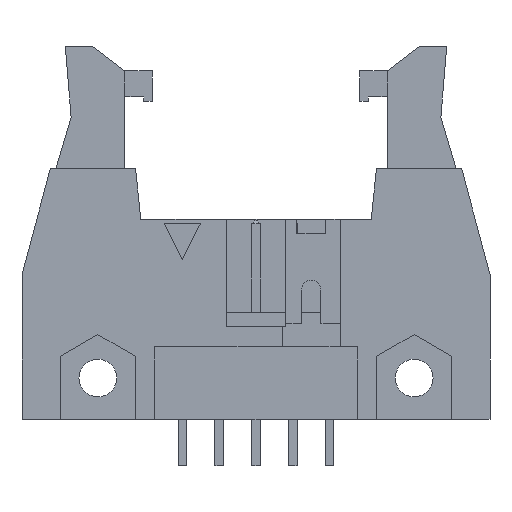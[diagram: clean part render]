
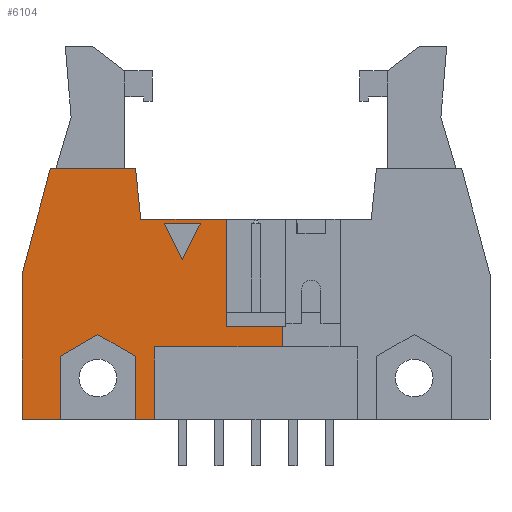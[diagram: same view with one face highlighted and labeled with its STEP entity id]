
A CAD part, front view. The second image highlights one B-rep face of the part: STEP entity #6104.
In plain terms, the highlighted planar face has unit normal (0, -1, 0).
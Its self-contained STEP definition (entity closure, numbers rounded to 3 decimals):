
#5529=CARTESIAN_POINT('',(1.81,-4.25,6.4));
#5530=VERTEX_POINT('',#5529);
#5537=CARTESIAN_POINT('',(1.81,-4.25,5.));
#5538=VERTEX_POINT('',#5537);
#5539=CARTESIAN_POINT('',(1.81,-4.25,8.65));
#5540=DIRECTION('',(0.0,-0.0,1.0));
#5541=VECTOR('',#5540,1.0);
#5542=LINE('',#5539,#5541);
#5543=EDGE_CURVE('n� 85',#5538,#5530,#5542,.T.);
#5563=CARTESIAN_POINT('',(-2.05,-4.25,6.4));
#5564=VERTEX_POINT('',#5563);
#5571=CARTESIAN_POINT('',(0.,-4.25,6.4));
#5572=DIRECTION('',(-1.0,0.0,0.0));
#5573=VECTOR('',#5572,1.0);
#5574=LINE('',#5571,#5573);
#5575=EDGE_CURVE('n� 84',#5530,#5564,#5574,.T.);
#5588=CARTESIAN_POINT('',(-2.05,-4.25,13.8));
#5589=VERTEX_POINT('',#5588);
#5596=CARTESIAN_POINT('',(-2.05,-4.25,8.65));
#5597=DIRECTION('',(0.0,-0.0,1.0));
#5598=VECTOR('',#5597,1.0);
#5599=LINE('',#5596,#5598);
#5600=EDGE_CURVE('n� 83',#5564,#5589,#5599,.T.);
#5611=CARTESIAN_POINT('',(-7.951,-4.25,13.8));
#5612=VERTEX_POINT('',#5611);
#5619=CARTESIAN_POINT('',(0.,-4.25,13.8));
#5620=DIRECTION('',(-1.0,0.0,0.0));
#5621=VECTOR('',#5620,1.0);
#5622=LINE('',#5619,#5621);
#5623=EDGE_CURVE('n� 82',#5589,#5612,#5622,.T.);
#5635=CARTESIAN_POINT('',(-8.314,-4.25,17.3));
#5636=VERTEX_POINT('',#5635);
#5637=CARTESIAN_POINT('',(-7.951,-4.25,13.8));
#5638=DIRECTION('',(-0.103,-0.0,0.995));
#5639=VECTOR('',#5638,1.0);
#5640=LINE('',#5637,#5639);
#5641=EDGE_CURVE('n� 81',#5612,#5636,#5640,.T.);
#5671=CARTESIAN_POINT('',(-14.194,-4.25,17.3));
#5672=VERTEX_POINT('',#5671);
#5679=CARTESIAN_POINT('',(0.,-4.25,17.3));
#5680=DIRECTION('',(-1.0,0.0,0.0));
#5681=VECTOR('',#5680,1.0);
#5682=LINE('',#5679,#5681);
#5683=EDGE_CURVE('n� 80',#5636,#5672,#5682,.T.);
#5693=CARTESIAN_POINT('',(-16.15,-4.25,10.));
#5694=VERTEX_POINT('',#5693);
#5695=CARTESIAN_POINT('',(-14.194,-4.25,17.3));
#5696=DIRECTION('',(-0.259,0.0,-0.966));
#5697=VECTOR('',#5696,1.0);
#5698=LINE('',#5695,#5697);
#5699=EDGE_CURVE('n� 79',#5672,#5694,#5698,.T.);
#5717=CARTESIAN_POINT('',(-16.15,-4.25,0.));
#5718=VERTEX_POINT('',#5717);
#5719=CARTESIAN_POINT('',(-16.15,-4.25,8.65));
#5720=DIRECTION('',(0.0,0.0,-1.0));
#5721=VECTOR('',#5720,1.0);
#5722=LINE('',#5719,#5721);
#5723=EDGE_CURVE('n� 78',#5694,#5718,#5722,.T.);
#5819=CARTESIAN_POINT('',(-7.,-4.25,0.));
#5820=VERTEX_POINT('',#5819);
#5827=CARTESIAN_POINT('',(-8.32,-4.25,0.));
#5828=VERTEX_POINT('',#5827);
#5829=CARTESIAN_POINT('',(-0.21,-4.25,0.));
#5830=DIRECTION('',(-1.0,0.0,0.0));
#5831=VECTOR('',#5830,1.0);
#5832=LINE('',#5829,#5831);
#5833=EDGE_CURVE('n� 364',#5820,#5828,#5832,.T.);
#5842=CARTESIAN_POINT('',(-13.52,-4.25,0.));
#5843=VERTEX_POINT('',#5842);
#5850=CARTESIAN_POINT('',(0.,-4.25,0.));
#5851=DIRECTION('',(1.0,0.0,0.0));
#5852=VECTOR('',#5851,1.0);
#5853=LINE('',#5850,#5852);
#5854=EDGE_CURVE('n� 77',#5718,#5843,#5853,.T.);
#5866=CARTESIAN_POINT('',(-13.52,-4.25,4.355));
#5867=VERTEX_POINT('',#5866);
#5874=CARTESIAN_POINT('',(-13.52,-4.25,8.65));
#5875=DIRECTION('',(-0.0,-0.0,1.0));
#5876=VECTOR('',#5875,1.0);
#5877=LINE('',#5874,#5876);
#5878=EDGE_CURVE('n� 76',#5843,#5867,#5877,.T.);
#5890=CARTESIAN_POINT('',(-10.92,-4.25,5.856));
#5891=VERTEX_POINT('',#5890);
#5898=CARTESIAN_POINT('',(-13.52,-4.25,4.355));
#5899=DIRECTION('',(0.866,-0.0,0.5));
#5900=VECTOR('',#5899,1.0);
#5901=LINE('',#5898,#5900);
#5902=EDGE_CURVE('n� 75',#5867,#5891,#5901,.T.);
#5914=CARTESIAN_POINT('',(-8.32,-4.25,4.355));
#5915=VERTEX_POINT('',#5914);
#5922=CARTESIAN_POINT('',(-10.92,-4.25,5.856));
#5923=DIRECTION('',(0.866,0.0,-0.5));
#5924=VECTOR('',#5923,1.0);
#5925=LINE('',#5922,#5924);
#5926=EDGE_CURVE('n� 74',#5891,#5915,#5925,.T.);
#5939=CARTESIAN_POINT('',(-8.32,-4.25,8.65));
#5940=DIRECTION('',(-0.0,0.0,-1.0));
#5941=VECTOR('',#5940,1.0);
#5942=LINE('',#5939,#5941);
#5943=EDGE_CURVE('n� 73',#5915,#5828,#5942,.T.);
#5956=CARTESIAN_POINT('',(-7.,-4.25,5.));
#5957=VERTEX_POINT('',#5956);
#5964=CARTESIAN_POINT('',(-7.,-4.25,8.65));
#5965=DIRECTION('',(0.0,-0.0,1.0));
#5966=VECTOR('',#5965,1.0);
#5967=LINE('',#5964,#5966);
#5968=EDGE_CURVE('n� 71',#5820,#5957,#5967,.T.);
#5982=CARTESIAN_POINT('',(0.,-4.25,5.));
#5983=DIRECTION('',(1.0,0.0,0.0));
#5984=VECTOR('',#5983,1.0);
#5985=LINE('',#5982,#5984);
#5986=EDGE_CURVE('n� 70',#5957,#5538,#5985,.T.);
#6002=CARTESIAN_POINT('',(-6.33,-4.25,13.5));
#6003=VERTEX_POINT('',#6002);
#6018=CARTESIAN_POINT('',(-3.83,-4.25,13.5));
#6019=VERTEX_POINT('',#6018);
#6026=CARTESIAN_POINT('',(0.,-4.25,13.5));
#6027=DIRECTION('',(1.0,0.0,-0.0));
#6028=VECTOR('',#6027,1.0);
#6029=LINE('',#6026,#6028);
#6030=EDGE_CURVE('n� 69',#6003,#6019,#6029,.T.);
#6040=CARTESIAN_POINT('',(-5.08,-4.25,11.));
#6041=VERTEX_POINT('',#6040);
#6057=CARTESIAN_POINT('',(-5.08,-4.25,11.));
#6058=DIRECTION('',(-0.447,-0.0,0.894));
#6059=VECTOR('',#6058,1.0);
#6060=LINE('',#6057,#6059);
#6061=EDGE_CURVE('n� 67',#6041,#6003,#6060,.T.);
#6071=CARTESIAN_POINT('',(-4.455,-4.25,12.25));
#6072=DIRECTION('',(0.447,-0.0,0.894));
#6073=VECTOR('',#6072,1.0);
#6074=LINE('',#6071,#6073);
#6075=EDGE_CURVE('n� 14',#6041,#6019,#6074,.T.);
#6076=ORIENTED_EDGE('',*,*,#6075,.F.);
#6077=ORIENTED_EDGE('',*,*,#6061,.T.);
#6078=ORIENTED_EDGE('',*,*,#6030,.T.);
#6079=EDGE_LOOP('',(#6076,#6077,#6078));
#6080=FACE_OUTER_BOUND('',#6079,.T.);
#6081=ORIENTED_EDGE('',*,*,#5968,.T.);
#6082=ORIENTED_EDGE('',*,*,#5986,.T.);
#6083=ORIENTED_EDGE('',*,*,#5543,.T.);
#6084=ORIENTED_EDGE('',*,*,#5575,.T.);
#6085=ORIENTED_EDGE('',*,*,#5600,.T.);
#6086=ORIENTED_EDGE('',*,*,#5623,.T.);
#6087=ORIENTED_EDGE('',*,*,#5641,.T.);
#6088=ORIENTED_EDGE('',*,*,#5683,.T.);
#6089=ORIENTED_EDGE('',*,*,#5699,.T.);
#6090=ORIENTED_EDGE('',*,*,#5723,.T.);
#6091=ORIENTED_EDGE('',*,*,#5854,.T.);
#6092=ORIENTED_EDGE('',*,*,#5878,.T.);
#6093=ORIENTED_EDGE('',*,*,#5902,.T.);
#6094=ORIENTED_EDGE('',*,*,#5926,.T.);
#6095=ORIENTED_EDGE('',*,*,#5943,.T.);
#6096=ORIENTED_EDGE('',*,*,#5833,.F.);
#6097=EDGE_LOOP('',(
    #6081,#6082,#6083,#6084,#6085,#6086,#6087,#6088,#6089,#6090,
    #6091,#6092,#6093,#6094,#6095,#6096));
#6098=FACE_BOUND('',#6097,.T.);
#6099=CARTESIAN_POINT('',(-17.765,-4.25,-0.865));
#6100=DIRECTION('',(0.0,-1.0,-0.0));
#6101=DIRECTION('',(1.0,0.0,0.0));
#6102=AXIS2_PLACEMENT_3D('',#6099,#6100,#6101);
#6103=PLANE('',#6102);
#6104=ADVANCED_FACE('n� 63',(#6080,#6098),#6103,.T.);
